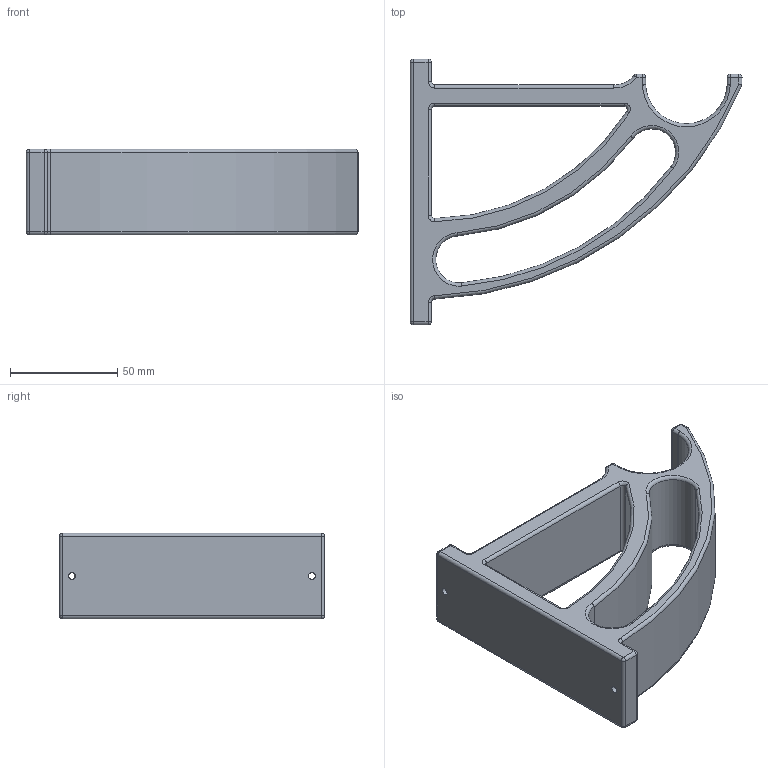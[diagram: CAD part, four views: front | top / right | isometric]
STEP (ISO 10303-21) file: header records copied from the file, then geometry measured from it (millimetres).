
FILE_DESCRIPTION(/* description */ (''),/* implementation_level */ '2;1');
FILE_NAME(/* name */ 'Dowel bracket-v2.step',/* time_stamp */ '2021-08-28T18:31:07-07:00',/* author */ (''),/* organization */ (''),/* preprocessor_version */ 'ST-DEVELOPER v18.1',/* originating_system */ 'Autodesk Translation Framework v10.10.0.1391',/* authorisation */ '');
FILE_SCHEMA (('AUTOMOTIVE_DESIGN { 1 0 10303 214 3 1 1 }'));
Length unit declared in the file: millimetre
Products named in the file (1): Dowel bracket (v3~recovered)
Bounding box: 155 x 124 x 40 mm (x, y, z)
Volume: 199259 mm3; surface area: 51378.8 mm2
Topology: 1 solids, 1 shells, 120 faces, 256 edges, 138 vertices
Faces by surface type: cylinder 53, torus 30, sphere 20, plane 15, cone 2
Full cylindrical faces by diameter (mm): 3.2 x2
Entity records: 3247 total; most frequent: DIRECTION 660, CARTESIAN_POINT 515, ORIENTED_EDGE 512, AXIS2_PLACEMENT_3D 283, EDGE_CURVE 256, CIRCLE 162, VERTEX_POINT 138, EDGE_LOOP 128
